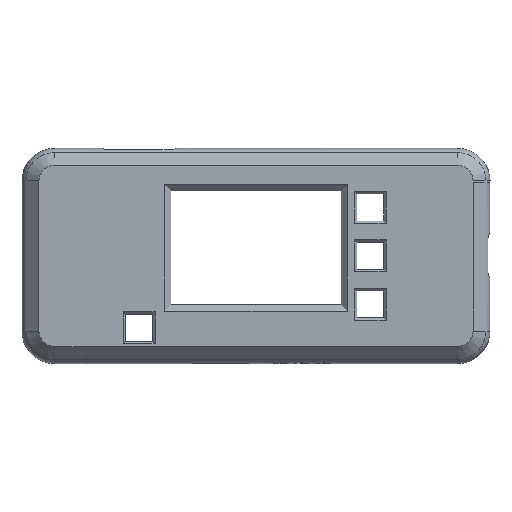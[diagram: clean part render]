
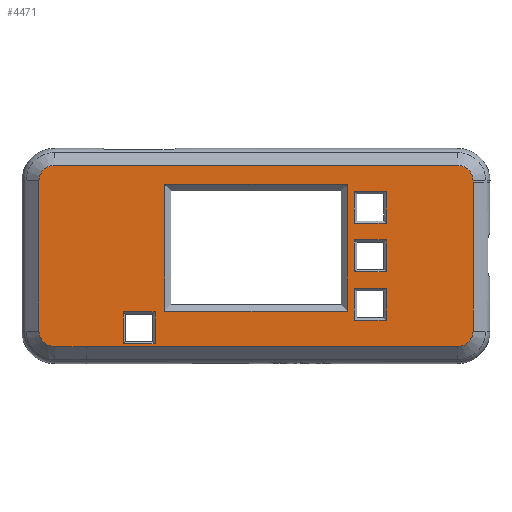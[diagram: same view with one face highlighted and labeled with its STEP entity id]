
A CAD part, top view. The second image highlights one B-rep face of the part: STEP entity #4471.
In plain terms, the highlighted planar face has unit normal (0, 0, 1).
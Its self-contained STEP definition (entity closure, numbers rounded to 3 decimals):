
#157=CIRCLE('',#4737,3.2);
#158=CIRCLE('',#4738,3.2);
#159=CIRCLE('',#4739,3.2);
#160=CIRCLE('',#4740,3.2);
#340=FACE_BOUND('',#636,.T.);
#341=FACE_BOUND('',#637,.T.);
#342=FACE_BOUND('',#638,.T.);
#343=FACE_BOUND('',#639,.T.);
#344=FACE_BOUND('',#640,.T.);
#375=FACE_OUTER_BOUND('',#635,.T.);
#635=EDGE_LOOP('',(#3023,#3024,#3025,#3026,#3027,#3028,#3029,#3030,#3031,
#3032));
#636=EDGE_LOOP('',(#3033,#3034,#3035,#3036));
#637=EDGE_LOOP('',(#3037,#3038,#3039,#3040));
#638=EDGE_LOOP('',(#3041,#3042,#3043,#3044));
#639=EDGE_LOOP('',(#3045,#3046,#3047,#3048));
#640=EDGE_LOOP('',(#3049,#3050,#3051,#3052));
#938=LINE('',#6605,#1396);
#942=LINE('',#6613,#1400);
#945=LINE('',#6619,#1403);
#949=LINE('',#6625,#1407);
#955=LINE('',#6639,#1413);
#956=LINE('',#6643,#1414);
#957=LINE('',#6645,#1415);
#958=LINE('',#6649,#1416);
#959=LINE('',#6653,#1417);
#960=LINE('',#6656,#1418);
#961=LINE('',#6659,#1419);
#962=LINE('',#6661,#1420);
#963=LINE('',#6663,#1421);
#964=LINE('',#6664,#1422);
#965=LINE('',#6667,#1423);
#966=LINE('',#6669,#1424);
#967=LINE('',#6671,#1425);
#968=LINE('',#6672,#1426);
#969=LINE('',#6675,#1427);
#970=LINE('',#6677,#1428);
#971=LINE('',#6679,#1429);
#972=LINE('',#6680,#1430);
#973=LINE('',#6683,#1431);
#974=LINE('',#6685,#1432);
#975=LINE('',#6687,#1433);
#976=LINE('',#6688,#1434);
#1396=VECTOR('',#5234,10.);
#1400=VECTOR('',#5240,10.);
#1403=VECTOR('',#5245,10.);
#1407=VECTOR('',#5251,10.);
#1413=VECTOR('',#5263,10.);
#1414=VECTOR('',#5266,10.);
#1415=VECTOR('',#5267,10.);
#1416=VECTOR('',#5270,10.);
#1417=VECTOR('',#5273,10.);
#1418=VECTOR('',#5276,10.);
#1419=VECTOR('',#5277,10.);
#1420=VECTOR('',#5278,10.);
#1421=VECTOR('',#5279,10.);
#1422=VECTOR('',#5280,10.);
#1423=VECTOR('',#5281,10.);
#1424=VECTOR('',#5282,10.);
#1425=VECTOR('',#5283,10.);
#1426=VECTOR('',#5284,10.);
#1427=VECTOR('',#5285,10.);
#1428=VECTOR('',#5286,10.);
#1429=VECTOR('',#5287,10.);
#1430=VECTOR('',#5288,10.);
#1431=VECTOR('',#5289,10.);
#1432=VECTOR('',#5290,10.);
#1433=VECTOR('',#5291,10.);
#1434=VECTOR('',#5292,10.);
#1851=VERTEX_POINT('',#6603);
#1852=VERTEX_POINT('',#6604);
#1855=VERTEX_POINT('',#6612);
#1857=VERTEX_POINT('',#6618);
#1862=VERTEX_POINT('',#6637);
#1863=VERTEX_POINT('',#6638);
#1864=VERTEX_POINT('',#6640);
#1865=VERTEX_POINT('',#6642);
#1866=VERTEX_POINT('',#6644);
#1867=VERTEX_POINT('',#6646);
#1868=VERTEX_POINT('',#6648);
#1869=VERTEX_POINT('',#6650);
#1870=VERTEX_POINT('',#6652);
#1871=VERTEX_POINT('',#6654);
#1872=VERTEX_POINT('',#6657);
#1873=VERTEX_POINT('',#6658);
#1874=VERTEX_POINT('',#6660);
#1875=VERTEX_POINT('',#6662);
#1876=VERTEX_POINT('',#6665);
#1877=VERTEX_POINT('',#6666);
#1878=VERTEX_POINT('',#6668);
#1879=VERTEX_POINT('',#6670);
#1880=VERTEX_POINT('',#6673);
#1881=VERTEX_POINT('',#6674);
#1882=VERTEX_POINT('',#6676);
#1883=VERTEX_POINT('',#6678);
#1884=VERTEX_POINT('',#6681);
#1885=VERTEX_POINT('',#6682);
#1886=VERTEX_POINT('',#6684);
#1887=VERTEX_POINT('',#6686);
#2293=EDGE_CURVE('',#1851,#1852,#938,.T.);
#2297=EDGE_CURVE('',#1852,#1855,#942,.T.);
#2300=EDGE_CURVE('',#1855,#1857,#945,.T.);
#2304=EDGE_CURVE('',#1857,#1851,#949,.T.);
#2310=EDGE_CURVE('',#1862,#1863,#955,.T.);
#2311=EDGE_CURVE('',#1864,#1862,#157,.T.);
#2312=EDGE_CURVE('',#1865,#1864,#956,.T.);
#2313=EDGE_CURVE('',#1866,#1865,#957,.T.);
#2314=EDGE_CURVE('',#1867,#1866,#158,.T.);
#2315=EDGE_CURVE('',#1868,#1867,#958,.T.);
#2316=EDGE_CURVE('',#1869,#1868,#159,.T.);
#2317=EDGE_CURVE('',#1870,#1869,#959,.T.);
#2318=EDGE_CURVE('',#1871,#1870,#160,.T.);
#2319=EDGE_CURVE('',#1863,#1871,#960,.T.);
#2320=EDGE_CURVE('',#1872,#1873,#961,.T.);
#2321=EDGE_CURVE('',#1874,#1872,#962,.T.);
#2322=EDGE_CURVE('',#1875,#1874,#963,.T.);
#2323=EDGE_CURVE('',#1873,#1875,#964,.T.);
#2324=EDGE_CURVE('',#1876,#1877,#965,.T.);
#2325=EDGE_CURVE('',#1878,#1876,#966,.T.);
#2326=EDGE_CURVE('',#1879,#1878,#967,.T.);
#2327=EDGE_CURVE('',#1877,#1879,#968,.T.);
#2328=EDGE_CURVE('',#1880,#1881,#969,.T.);
#2329=EDGE_CURVE('',#1882,#1880,#970,.T.);
#2330=EDGE_CURVE('',#1883,#1882,#971,.T.);
#2331=EDGE_CURVE('',#1881,#1883,#972,.T.);
#2332=EDGE_CURVE('',#1884,#1885,#973,.T.);
#2333=EDGE_CURVE('',#1886,#1884,#974,.T.);
#2334=EDGE_CURVE('',#1887,#1886,#975,.T.);
#2335=EDGE_CURVE('',#1885,#1887,#976,.T.);
#3023=ORIENTED_EDGE('',*,*,#2310,.F.);
#3024=ORIENTED_EDGE('',*,*,#2311,.F.);
#3025=ORIENTED_EDGE('',*,*,#2312,.F.);
#3026=ORIENTED_EDGE('',*,*,#2313,.F.);
#3027=ORIENTED_EDGE('',*,*,#2314,.F.);
#3028=ORIENTED_EDGE('',*,*,#2315,.F.);
#3029=ORIENTED_EDGE('',*,*,#2316,.F.);
#3030=ORIENTED_EDGE('',*,*,#2317,.F.);
#3031=ORIENTED_EDGE('',*,*,#2318,.F.);
#3032=ORIENTED_EDGE('',*,*,#2319,.F.);
#3033=ORIENTED_EDGE('',*,*,#2320,.F.);
#3034=ORIENTED_EDGE('',*,*,#2321,.F.);
#3035=ORIENTED_EDGE('',*,*,#2322,.F.);
#3036=ORIENTED_EDGE('',*,*,#2323,.F.);
#3037=ORIENTED_EDGE('',*,*,#2324,.F.);
#3038=ORIENTED_EDGE('',*,*,#2325,.F.);
#3039=ORIENTED_EDGE('',*,*,#2326,.F.);
#3040=ORIENTED_EDGE('',*,*,#2327,.F.);
#3041=ORIENTED_EDGE('',*,*,#2328,.F.);
#3042=ORIENTED_EDGE('',*,*,#2329,.F.);
#3043=ORIENTED_EDGE('',*,*,#2330,.F.);
#3044=ORIENTED_EDGE('',*,*,#2331,.F.);
#3045=ORIENTED_EDGE('',*,*,#2332,.F.);
#3046=ORIENTED_EDGE('',*,*,#2333,.F.);
#3047=ORIENTED_EDGE('',*,*,#2334,.F.);
#3048=ORIENTED_EDGE('',*,*,#2335,.F.);
#3049=ORIENTED_EDGE('',*,*,#2293,.F.);
#3050=ORIENTED_EDGE('',*,*,#2304,.F.);
#3051=ORIENTED_EDGE('',*,*,#2300,.F.);
#3052=ORIENTED_EDGE('',*,*,#2297,.F.);
#4309=PLANE('',#4736);
#4471=ADVANCED_FACE('',(#375,#340,#341,#342,#343,#344),#4309,.T.);
#4736=AXIS2_PLACEMENT_3D('',#6636,#5261,#5262);
#4737=AXIS2_PLACEMENT_3D('',#6641,#5264,#5265);
#4738=AXIS2_PLACEMENT_3D('',#6647,#5268,#5269);
#4739=AXIS2_PLACEMENT_3D('',#6651,#5271,#5272);
#4740=AXIS2_PLACEMENT_3D('',#6655,#5274,#5275);
#5234=DIRECTION('',(-1.,0.,0.));
#5240=DIRECTION('',(0.,-1.,0.));
#5245=DIRECTION('',(1.,0.,0.));
#5251=DIRECTION('',(0.,1.,0.));
#5261=DIRECTION('center_axis',(0.,0.,1.));
#5262=DIRECTION('ref_axis',(-1.,0.,0.));
#5263=DIRECTION('',(-1.,0.,0.));
#5264=DIRECTION('center_axis',(0.,0.,-1.));
#5265=DIRECTION('ref_axis',(0.,-1.,0.));
#5266=DIRECTION('',(0.,-1.,0.));
#5267=DIRECTION('',(0.,-1.,0.));
#5268=DIRECTION('center_axis',(0.,0.,-1.));
#5269=DIRECTION('ref_axis',(1.,0.,0.));
#5270=DIRECTION('',(1.,0.,0.));
#5271=DIRECTION('center_axis',(0.,0.,-1.));
#5272=DIRECTION('ref_axis',(0.,1.,0.));
#5273=DIRECTION('',(0.,1.,0.));
#5274=DIRECTION('center_axis',(0.,0.,-1.));
#5275=DIRECTION('ref_axis',(-1.,0.,0.));
#5276=DIRECTION('',(-1.,0.,0.));
#5277=DIRECTION('',(0.,1.,0.));
#5278=DIRECTION('',(1.,0.,0.));
#5279=DIRECTION('',(0.,-1.,0.));
#5280=DIRECTION('',(-1.,0.,0.));
#5281=DIRECTION('',(-1.,0.,0.));
#5282=DIRECTION('',(0.,1.,0.));
#5283=DIRECTION('',(1.,0.,0.));
#5284=DIRECTION('',(0.,-1.,0.));
#5285=DIRECTION('',(1.,0.,0.));
#5286=DIRECTION('',(0.,-1.,0.));
#5287=DIRECTION('',(-1.,0.,0.));
#5288=DIRECTION('',(0.,1.,0.));
#5289=DIRECTION('',(1.,0.,0.));
#5290=DIRECTION('',(0.,-1.,0.));
#5291=DIRECTION('',(-1.,0.,0.));
#5292=DIRECTION('',(0.,1.,0.));
#6603=CARTESIAN_POINT('',(15.774,14.767,8.362));
#6604=CARTESIAN_POINT('',(-21.965,14.767,8.362));
#6605=CARTESIAN_POINT('',(5.687,14.767,8.362));
#6612=CARTESIAN_POINT('',(-21.965,-11.41,8.362));
#6613=CARTESIAN_POINT('',(-21.965,6.734,8.362));
#6618=CARTESIAN_POINT('',(15.774,-11.41,8.362));
#6619=CARTESIAN_POINT('',(-11.882,-11.41,8.362));
#6625=CARTESIAN_POINT('',(15.774,-5.055,8.362));
#6636=CARTESIAN_POINT('Origin',(-3.1,0.,
8.362));
#6637=CARTESIAN_POINT('',(38.5,-18.7,8.362));
#6638=CARTESIAN_POINT('',(-38.1,-18.7,8.362));
#6639=CARTESIAN_POINT('',(-20.6,-18.7,8.362));
#6640=CARTESIAN_POINT('',(41.7,-15.5,8.362));
#6641=CARTESIAN_POINT('Origin',(38.5,-15.5,8.362));
#6642=CARTESIAN_POINT('',(41.7,15.1,8.362));
#6643=CARTESIAN_POINT('',(41.7,-7.75,8.362));
#6644=CARTESIAN_POINT('',(41.7,15.5,8.362));
#6645=CARTESIAN_POINT('',(41.7,7.55,8.362));
#6646=CARTESIAN_POINT('',(38.5,18.7,8.362));
#6647=CARTESIAN_POINT('Origin',(38.5,15.5,8.362));
#6648=CARTESIAN_POINT('',(-44.7,18.7,8.362));
#6649=CARTESIAN_POINT('',(17.7,18.7,8.362));
#6650=CARTESIAN_POINT('',(-47.9,15.5,8.362));
#6651=CARTESIAN_POINT('Origin',(-44.7,15.5,8.362));
#6652=CARTESIAN_POINT('',(-47.9,-15.5,8.362));
#6653=CARTESIAN_POINT('',(-47.9,7.75,8.362));
#6654=CARTESIAN_POINT('',(-44.7,-18.7,8.362));
#6655=CARTESIAN_POINT('Origin',(-44.7,-15.5,8.362));
#6656=CARTESIAN_POINT('',(-23.9,-18.7,8.362));
#6657=CARTESIAN_POINT('',(23.78,-3.293,8.362));
#6658=CARTESIAN_POINT('',(23.78,3.307,8.362));
#6659=CARTESIAN_POINT('',(23.78,-1.396,8.362));
#6660=CARTESIAN_POINT('',(17.18,-3.293,8.362));
#6661=CARTESIAN_POINT('',(7.29,-3.293,8.362));
#6662=CARTESIAN_POINT('',(17.18,3.307,8.362));
#6663=CARTESIAN_POINT('',(17.18,1.404,8.362));
#6664=CARTESIAN_POINT('',(10.09,3.307,8.362));
#6665=CARTESIAN_POINT('',(23.78,13.307,8.362));
#6666=CARTESIAN_POINT('',(17.18,13.307,8.362));
#6667=CARTESIAN_POINT('',(10.09,13.307,8.362));
#6668=CARTESIAN_POINT('',(23.78,6.707,8.362));
#6669=CARTESIAN_POINT('',(23.78,3.604,8.362));
#6670=CARTESIAN_POINT('',(17.18,6.707,8.362));
#6671=CARTESIAN_POINT('',(7.29,6.707,8.362));
#6672=CARTESIAN_POINT('',(17.18,6.404,8.362));
#6673=CARTESIAN_POINT('',(-30.533,-18.134,8.362));
#6674=CARTESIAN_POINT('',(-23.933,-18.134,8.362));
#6675=CARTESIAN_POINT('',(-16.566,-18.134,8.362));
#6676=CARTESIAN_POINT('',(-30.533,-11.534,8.362));
#6677=CARTESIAN_POINT('',(-30.533,-6.017,8.362));
#6678=CARTESIAN_POINT('',(-23.933,-11.534,8.362));
#6679=CARTESIAN_POINT('',(-13.766,-11.534,8.362));
#6680=CARTESIAN_POINT('',(-23.933,-8.817,8.362));
#6681=CARTESIAN_POINT('',(17.18,-13.293,8.362));
#6682=CARTESIAN_POINT('',(23.78,-13.293,8.362));
#6683=CARTESIAN_POINT('',(7.29,-13.293,8.362));
#6684=CARTESIAN_POINT('',(17.18,-6.693,8.362));
#6685=CARTESIAN_POINT('',(17.18,-3.596,8.362));
#6686=CARTESIAN_POINT('',(23.78,-6.693,8.362));
#6687=CARTESIAN_POINT('',(10.09,-6.693,8.362));
#6688=CARTESIAN_POINT('',(23.78,-6.396,8.362));
